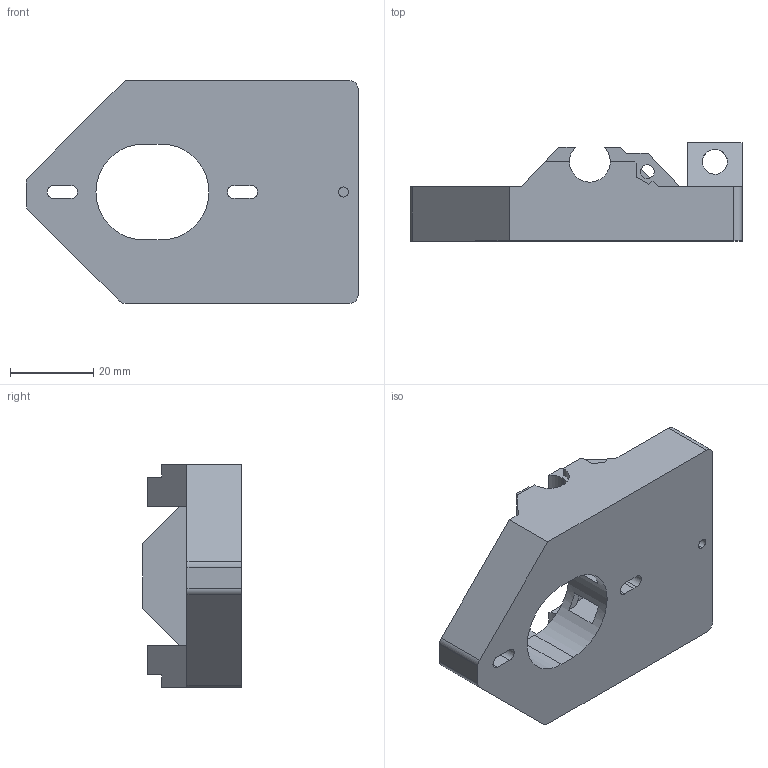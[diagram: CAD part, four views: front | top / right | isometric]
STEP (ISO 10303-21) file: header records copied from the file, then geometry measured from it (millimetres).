
FILE_DESCRIPTION (( 'STEP AP203' ), '1' );
FILE_NAME ('x-end-motor.STEP', '2013-04-18T11:41:31', ( '' ), ( '' ), 'SwSTEP 2.0', 'SolidWorks 2013', '' );
FILE_SCHEMA (( 'CONFIG_CONTROL_DESIGN' ));
Length unit declared in the file: millimetre
Products named in the file (1): x-end-motor
Bounding box: 79.62 x 23.6 x 53.46 mm (x, y, z)
Volume: 38736 mm3; surface area: 17677.6 mm2
Topology: 1 solids, 1 shells, 112 faces, 318 edges, 212 vertices
Faces by surface type: plane 74, cylinder 38
Entity records: 3747 total; most frequent: CARTESIAN_POINT 655, ORIENTED_EDGE 636, DIRECTION 616, EDGE_CURVE 318, VECTOR 238, LINE 238, VERTEX_POINT 212, AXIS2_PLACEMENT_3D 189
